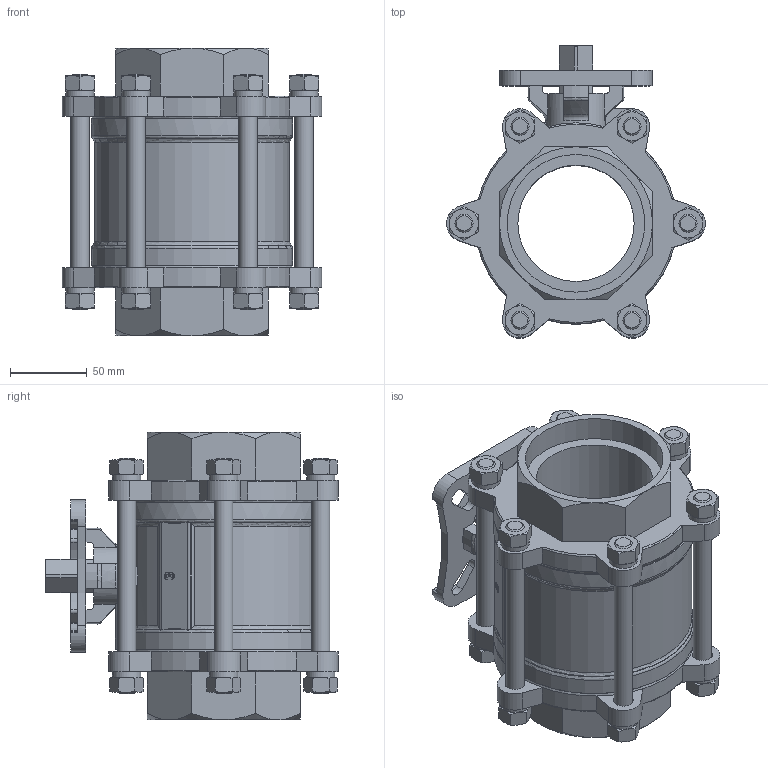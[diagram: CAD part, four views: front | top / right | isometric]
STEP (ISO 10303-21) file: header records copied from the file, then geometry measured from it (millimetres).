
FILE_DESCRIPTION(/* description */ ('STEP AP214'),/* implementation_level */ '2;1');
FILE_NAME(/* name */ '8089047_VZBE-3-WA-63-T-2-F0710-V15V15',/* time_stamp */ '2024-09-18T02:24:12+02:00',/* author */ ('License CC BY-ND 4.0'),/* organization */ ('CADENAS'),/* preprocessor_version */ 'ST-DEVELOPER v19.3',/* originating_system */ 'PARTsolutions',/* authorisation */ ' ');
FILE_SCHEMA (('AUTOMOTIVE_DESIGN {1 0 10303 214 3 1 1}'));
Length unit declared in the file: millimetre
Products named in the file (2): 8089047 VZBE-3-WA-63-T-2-F0710-V15V15; 8089047 VZBE-3-WA-63-T-2-F0710-V15V15_v
Assembly tree (1 placements, depth 2):
  8089047 VZBE-3-WA-63-T-2-F0710-V15V15
    8089047 VZBE-3-WA-63-T-2-F0710-V15V15_v
Bounding box: 169.5 x 191.24 x 188 mm (x, y, z)
Volume: 1542978.6 mm3; surface area: 223216.5 mm2
Topology: 1 solids, 1 shells, 599 faces, 1474 edges, 925 vertices
Faces by surface type: plane 245, cone 189, cylinder 128, torus 37
Full cylindrical faces by diameter (mm): 12 x7, 13 x12, 18.5 x12, 47 x1, 76 x1, 90 x2, 131.5 x1
Entity records: 17832 total; most frequent: CARTESIAN_POINT 4401, ORIENTED_EDGE 2814, DIRECTION 2646, EDGE_CURVE 1407, AXIS2_PLACEMENT_3D 1105, VERTEX_POINT 909, EDGE_LOOP 730, FACE_BOUND 730
